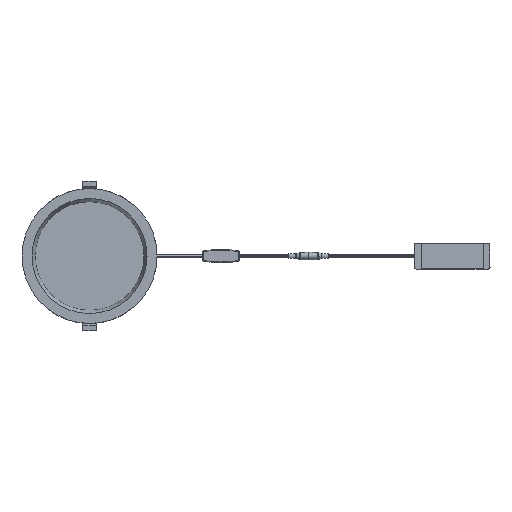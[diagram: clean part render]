
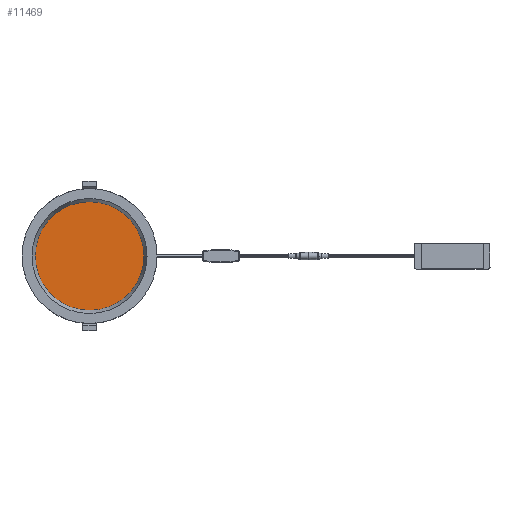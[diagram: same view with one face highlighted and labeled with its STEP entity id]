
A CAD part, top view. The second image highlights one B-rep face of the part: STEP entity #11469.
In plain terms, the highlighted face is planar.
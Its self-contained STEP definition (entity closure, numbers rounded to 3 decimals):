
#1410 = CARTESIAN_POINT ( 'NONE',  ( 0., 91.7, 7.5 ) ) ;
#2155 = ORIENTED_EDGE ( 'NONE', *, *, #29758, .F. ) ;
#6687 = PLANE ( 'NONE',  #38006 ) ;
#7110 = AXIS2_PLACEMENT_3D ( 'NONE', #55402, #50602, #35617 ) ;
#11469 = ADVANCED_FACE ( 'NONE', ( #47108 ), #6687, .F. ) ;
#18133 = DIRECTION ( 'NONE',  ( 0., 0., 1. ) ) ;
#23487 = EDGE_LOOP ( 'NONE', ( #2155, #54691 ) ) ;
#27940 = DIRECTION ( 'NONE',  ( 0., 1., 0. ) ) ;
#29758 = EDGE_CURVE ( 'NONE', #37520, #33609, #64635, .T. ) ;
#33609 = VERTEX_POINT ( 'NONE', #42332 ) ;
#33812 = DIRECTION ( 'NONE',  ( 1., 0., 0. ) ) ;
#35221 = AXIS2_PLACEMENT_3D ( 'NONE', #47678, #53136, #27940 ) ;
#35617 = DIRECTION ( 'NONE',  ( 0., -1., 0. ) ) ;
#37520 = VERTEX_POINT ( 'NONE', #1410 ) ;
#38006 = AXIS2_PLACEMENT_3D ( 'NONE', #43689, #18133, #33812 ) ;
#42332 = CARTESIAN_POINT ( 'NONE',  ( 0., -91.7, 7.5 ) ) ;
#42871 = CIRCLE ( 'NONE', #7110, 91.7 ) ;
#43689 = CARTESIAN_POINT ( 'NONE',  ( 0., 0., 7.5 ) ) ;
#47108 = FACE_OUTER_BOUND ( 'NONE', #23487, .T. ) ;
#47678 = CARTESIAN_POINT ( 'NONE',  ( 0., 0., 7.5 ) ) ;
#49699 = EDGE_CURVE ( 'NONE', #33609, #37520, #42871, .T. ) ;
#50602 = DIRECTION ( 'NONE',  ( 0., 0., 1. ) ) ;
#53136 = DIRECTION ( 'NONE',  ( 0., 0., 1. ) ) ;
#54691 = ORIENTED_EDGE ( 'NONE', *, *, #49699, .F. ) ;
#55402 = CARTESIAN_POINT ( 'NONE',  ( 0., 0., 7.5 ) ) ;
#64635 = CIRCLE ( 'NONE', #35221, 91.7 ) ;
